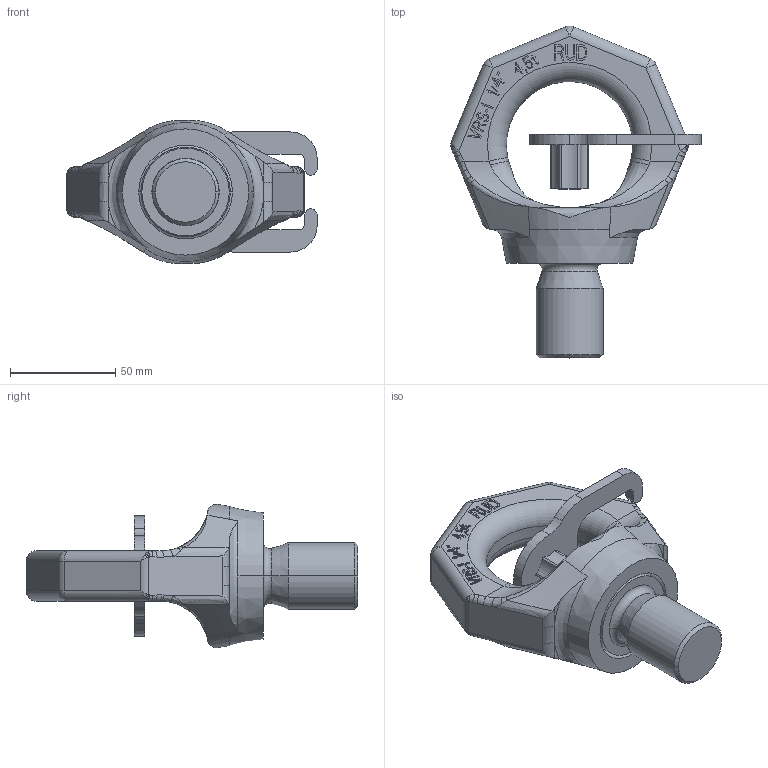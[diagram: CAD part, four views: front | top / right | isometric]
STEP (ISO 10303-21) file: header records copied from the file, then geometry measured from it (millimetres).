
FILE_DESCRIPTION((''),'2;1');
FILE_NAME('001-M31703-P-5_ASM','2004-11-09T',('Rehwagen'),(''),'PRO/ENGINEER BY PARAMETRIC TECHNOLOGY CORPORATION, 2001400','PRO/ENGINEER BY PARAMETRIC TECHNOLOGY CORPORATION, 2001400','');
FILE_SCHEMA(('CONFIG_CONTROL_DESIGN'));
Length unit declared in the file: millimetre
Products named in the file (4): 001-M31703-P-1; 001-M31703-P-2; 001-M31703-P-3; 001-M31703-P-5_ASM
Assembly tree (3 placements, depth 2):
  001-M31703-P-5_ASM
    001-M31703-P-1
    001-M31703-P-2
    001-M31703-P-3
Bounding box: 118.91 x 157.65 x 68.15 mm (x, y, z)
Volume: 241891.8 mm3; surface area: 51424.9 mm2
Topology: 3 solids, 3 shells, 497 faces, 1337 edges, 860 vertices
Faces by surface type: plane 343, cylinder 68, bspline 58, cone 12, torus 10, sphere 6
Entity records: 18825 total; most frequent: CARTESIAN_POINT 6712, ORIENTED_EDGE 2658, DIRECTION 2226, EDGE_CURVE 1329, VECTOR 1012, LINE 1012, VERTEX_POINT 860, AXIS2_PLACEMENT_3D 607
